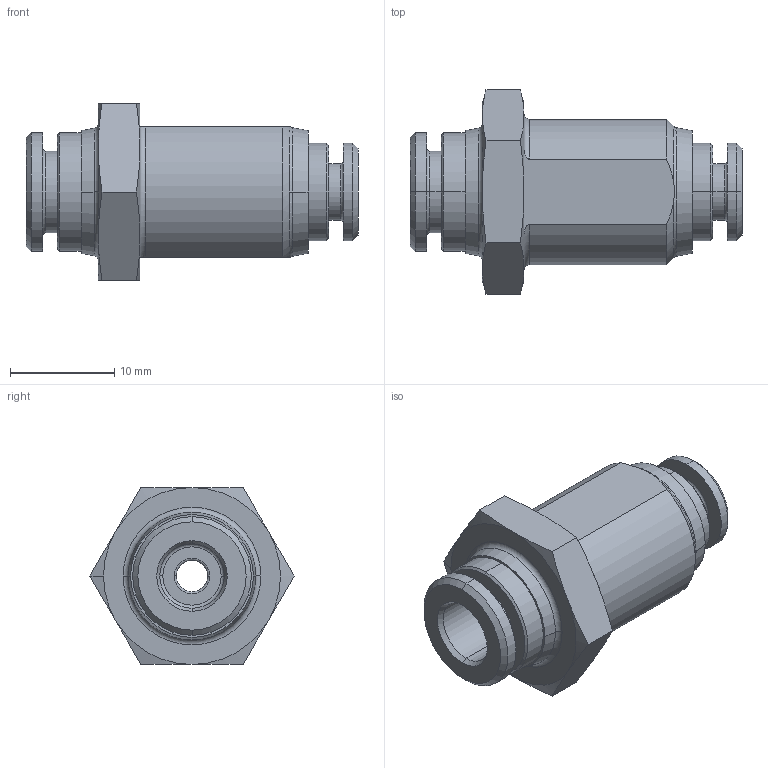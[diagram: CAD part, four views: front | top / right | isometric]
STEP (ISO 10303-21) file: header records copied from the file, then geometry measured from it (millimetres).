
FILE_DESCRIPTION(( 'MXP.27.06.04.stp' ), '1');
FILE_NAME( 'MXP.27.06.04.stp', '2021-02-22T15:44:06',( 'Sopra'),('sopra-pneumatic.com'), 'SwSTEP 2.0','SolidWorks 2009','' );
FILE_SCHEMA(('CONFIG_CONTROL_DESIGN'));
Length unit declared in the file: millimetre
Products named in the file (1): 367708B_959V-6-4FF_OUM
Bounding box: 31.9 x 19.63 x 17 mm (x, y, z)
Volume: 3543.3 mm3; surface area: 2382.8 mm2
Topology: 1 solids, 1 shells, 90 faces, 202 edges, 124 vertices
Faces by surface type: cone 32, plane 20, cylinder 20, torus 18
Entity records: 2674 total; most frequent: CARTESIAN_POINT 594, DIRECTION 461, ORIENTED_EDGE 404, AXIS2_PLACEMENT_3D 204, EDGE_CURVE 202, VERTEX_POINT 124, CIRCLE 114, EDGE_LOOP 102
